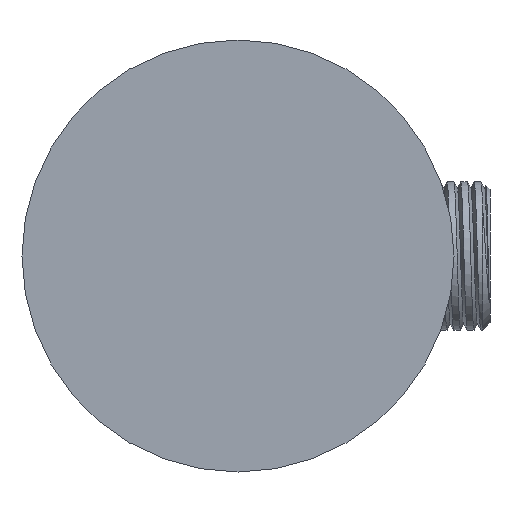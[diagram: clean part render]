
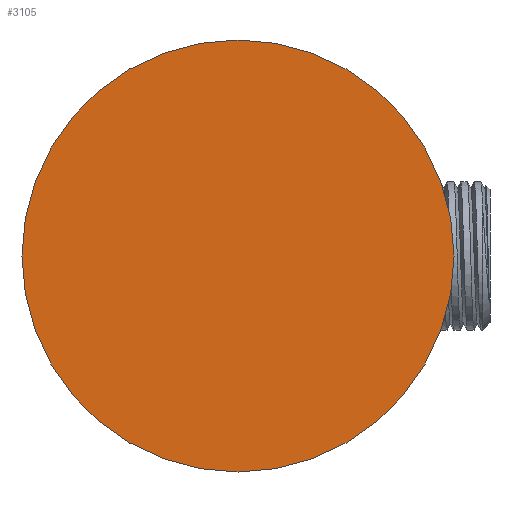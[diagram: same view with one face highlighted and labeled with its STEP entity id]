
A CAD part, left-side view. The second image highlights one B-rep face of the part: STEP entity #3105.
In plain terms, the highlighted planar face has unit normal (-1, 0, 0).
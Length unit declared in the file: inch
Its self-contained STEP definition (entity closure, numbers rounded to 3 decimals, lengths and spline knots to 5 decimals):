
#1195=CARTESIAN_POINT('',(-75.6,248.77006,-200.));
#1196=DIRECTION('',(-1.,0.,0.));
#1197=DIRECTION('',(0.,0.,1.));
#1198=AXIS2_PLACEMENT_3D('',#1195,#1196,#1197);
#1200=CARTESIAN_POINT('',(-75.6,248.77006,-200.));
#1201=DIRECTION('',(-1.,0.,0.));
#1202=DIRECTION('',(0.,0.,-1.));
#1203=AXIS2_PLACEMENT_3D('',#1200,#1201,#1202);
#1239=CARTESIAN_POINT('',(-75.6,248.77006,-170.));
#1240=CARTESIAN_POINT('',(-75.6,248.77006,-230.));
#1241=VERTEX_POINT('',#1239);
#1242=VERTEX_POINT('',#1240);
#3096=CARTESIAN_POINT('',(-75.6,0.,0.));
#3097=DIRECTION('',(-1.,0.,0.));
#3098=DIRECTION('',(0.,0.,1.));
#3099=AXIS2_PLACEMENT_3D('',#3096,#3097,#3098);
#3100=PLANE('',#3099);
#3101=ORIENTED_EDGE('',*,*,#3076,.F.);
#3102=ORIENTED_EDGE('',*,*,#3090,.F.);
#3103=EDGE_LOOP('',(#3101,#3102));
#3104=FACE_OUTER_BOUND('',#3103,.F.);
#3105=ADVANCED_FACE('',(#3104),#3100,.T.);
#1199=CIRCLE('',#1198,30.);
#1204=CIRCLE('',#1203,30.);
#3076=EDGE_CURVE('',#1241,#1242,#1199,.T.);
#3090=EDGE_CURVE('',#1242,#1241,#1204,.T.);
